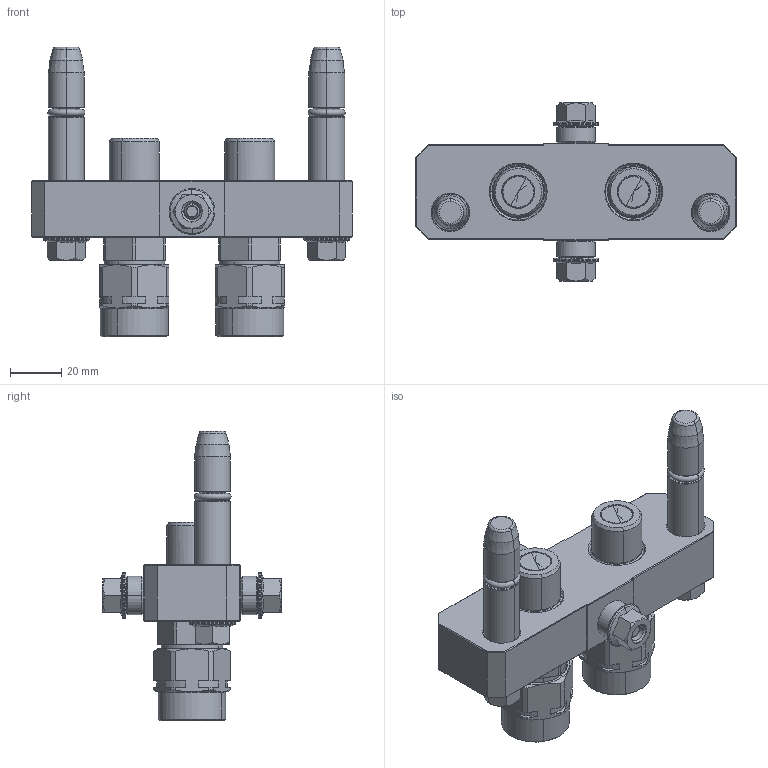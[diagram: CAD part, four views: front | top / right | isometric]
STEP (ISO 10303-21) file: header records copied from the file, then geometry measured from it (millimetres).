
FILE_DESCRIPTION (( 'STEP AP214' ), '1' );
FILE_NAME ('FASTER.step', '2024-06-26T18:22:29', ( '' ), ( '' ), 'SwSTEP 2.0', 'SolidWorks 2017', '' );
FILE_SCHEMA (( 'AUTOMOTIVE_DESIGN' ));
Length unit declared in the file: millimetre
Products named in the file (10): 1540_080_0006_000; 2ffnp38_gas_m2v; 4860_024_0001_022; 1540_080_0008_000; or2_62x9_19_m; 4830_021_0000_000; 4860_010_0001_000; FASTER; 4830_028_1000_002; PB06_M_BASE
Assembly tree (15 placements, depth 3):
  FASTER
    PB06_M_BASE
      4860_010_0001_000
      4830_021_0000_000  x2
      1540_080_0008_000  x2
      4860_024_0001_022
      1540_080_0006_000  x2
      4830_028_1000_002  x2
      or2_62x9_19_m  x2
    2ffnp38_gas_m2v  x2
Bounding box: 125 x 69.5 x 112.8 mm (x, y, z)
Volume: 40328.9 mm3; surface area: 65720.3 mm2
Topology: 6 solids, 24 shells, 1391 faces, 3672 edges, 2372 vertices
Faces by surface type: plane 651, cylinder 300, cone 260, bspline 128, torus 52
Entity records: 34307 total; most frequent: CARTESIAN_POINT 11502, ORIENTED_EDGE 4830, DIRECTION 4398, EDGE_CURVE 2438, VERTEX_POINT 1580, VECTOR 1494, LINE 1494, AXIS2_PLACEMENT_3D 1452
